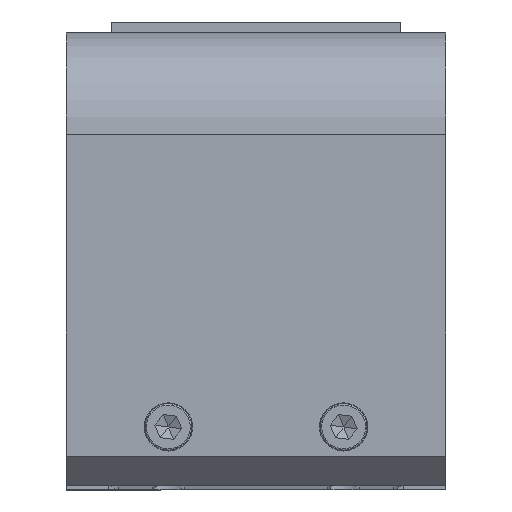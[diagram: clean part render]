
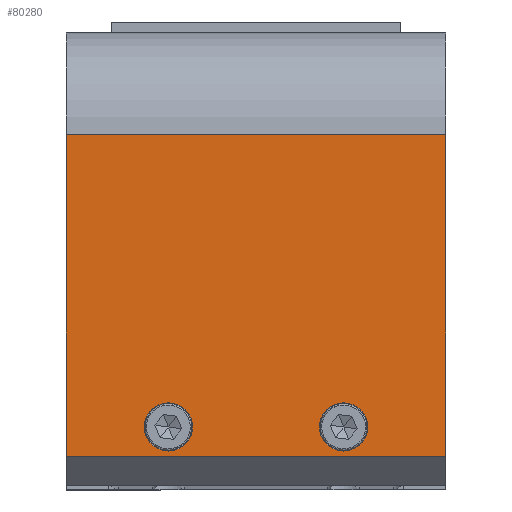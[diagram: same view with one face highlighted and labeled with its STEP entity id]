
A CAD part, top view. The second image highlights one B-rep face of the part: STEP entity #80280.
In plain terms, the highlighted planar face has unit normal (0, 0, 1).
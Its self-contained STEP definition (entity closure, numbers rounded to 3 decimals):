
#2421 = ORIENTED_EDGE ( 'NONE', *, *, #143555, .F. ) ;
#4496 = DIRECTION ( 'NONE',  ( 0., 0., 1. ) ) ;
#4583 = VERTEX_POINT ( 'NONE', #22325 ) ;
#7434 = DIRECTION ( 'NONE',  ( 1., 0., 0. ) ) ;
#7851 = EDGE_CURVE ( 'NONE', #4583, #111489, #145834, .T. ) ;
#9430 = DIRECTION ( 'NONE',  ( 1., 0., 0. ) ) ;
#10854 = CARTESIAN_POINT ( 'NONE',  ( 78.467, 197.762, 762.525 ) ) ;
#13347 = FACE_BOUND ( 'NONE', #144781, .T. ) ;
#14835 = DIRECTION ( 'NONE',  ( -1., 0., 0. ) ) ;
#18043 = VECTOR ( 'NONE', #113852, 1000. ) ;
#19534 = VECTOR ( 'NONE', #92088, 1000. ) ;
#20417 = CARTESIAN_POINT ( 'NONE',  ( 181.717, 207.762, 762.525 ) ) ;
#21462 = EDGE_LOOP ( 'NONE', ( #61753, #131707 ) ) ;
#22325 = CARTESIAN_POINT ( 'NONE',  ( 121.717, 207.762, 762.525 ) ) ;
#23803 = EDGE_LOOP ( 'NONE', ( #50703, #2421, #63197, #65489 ) ) ;
#24614 = DIRECTION ( 'NONE',  ( 0., 0., -1. ) ) ;
#30866 = LINE ( 'NONE', #115362, #19534 ) ;
#32502 = AXIS2_PLACEMENT_3D ( 'NONE', #73587, #96126, #132057 ) ;
#35174 = CIRCLE ( 'NONE', #42403, 8.25 ) ;
#36661 = CARTESIAN_POINT ( 'NONE',  ( 113.467, 207.762, 762.525 ) ) ;
#37091 = ORIENTED_EDGE ( 'NONE', *, *, #7851, .F. ) ;
#38339 = EDGE_CURVE ( 'NONE', #84021, #60055, #30866, .T. ) ;
#38920 = DIRECTION ( 'NONE',  ( 1., 0., 0. ) ) ;
#40612 = CARTESIAN_POINT ( 'NONE',  ( 113.467, 207.762, 762.525 ) ) ;
#41282 = DIRECTION ( 'NONE',  ( -1., 0., 0. ) ) ;
#42403 = AXIS2_PLACEMENT_3D ( 'NONE', #40612, #4496, #7434 ) ;
#47444 = VECTOR ( 'NONE', #41282, 1000. ) ;
#47953 = FACE_BOUND ( 'NONE', #21462, .T. ) ;
#50007 = EDGE_CURVE ( 'NONE', #98121, #119598, #101979, .T. ) ;
#50703 = ORIENTED_EDGE ( 'NONE', *, *, #89863, .T. ) ;
#51619 = CARTESIAN_POINT ( 'NONE',  ( 208.467, 197.762, 762.525 ) ) ;
#60055 = VERTEX_POINT ( 'NONE', #51619 ) ;
#61142 = CARTESIAN_POINT ( 'NONE',  ( 78.467, 197.762, 762.525 ) ) ;
#61753 = ORIENTED_EDGE ( 'NONE', *, *, #63411, .F. ) ;
#63197 = ORIENTED_EDGE ( 'NONE', *, *, #38339, .F. ) ;
#63411 = EDGE_CURVE ( 'NONE', #119598, #98121, #129367, .T. ) ;
#65489 = ORIENTED_EDGE ( 'NONE', *, *, #121794, .T. ) ;
#73587 = CARTESIAN_POINT ( 'NONE',  ( 173.467, 207.762, 762.525 ) ) ;
#75131 = VERTEX_POINT ( 'NONE', #91926 ) ;
#76413 = AXIS2_PLACEMENT_3D ( 'NONE', #36661, #92863, #38920 ) ;
#77102 = CARTESIAN_POINT ( 'NONE',  ( 208.467, 307.762, 762.525 ) ) ;
#80280 = ADVANCED_FACE ( 'NONE', ( #13347, #47953, #104823 ), #138635, .F. ) ;
#80777 = LINE ( 'NONE', #115341, #18043 ) ;
#81475 = AXIS2_PLACEMENT_3D ( 'NONE', #87404, #145951, #9430 ) ;
#81630 = VERTEX_POINT ( 'NONE', #61142 ) ;
#84021 = VERTEX_POINT ( 'NONE', #113510 ) ;
#87404 = CARTESIAN_POINT ( 'NONE',  ( 173.467, 207.762, 762.525 ) ) ;
#89863 = EDGE_CURVE ( 'NONE', #75131, #81630, #114349, .T. ) ;
#91060 = DIRECTION ( 'NONE',  ( 0., -1., 0. ) ) ;
#91926 = CARTESIAN_POINT ( 'NONE',  ( 78.467, 307.762, 762.525 ) ) ;
#92088 = DIRECTION ( 'NONE',  ( 0., -1., 0. ) ) ;
#92863 = DIRECTION ( 'NONE',  ( 0., 0., 1. ) ) ;
#94454 = EDGE_CURVE ( 'NONE', #111489, #4583, #35174, .T. ) ;
#96126 = DIRECTION ( 'NONE',  ( 0., 0., 1. ) ) ;
#98121 = VERTEX_POINT ( 'NONE', #125726 ) ;
#98186 = LINE ( 'NONE', #77102, #47444 ) ;
#101979 = CIRCLE ( 'NONE', #32502, 8.25 ) ;
#104823 = FACE_OUTER_BOUND ( 'NONE', #23803, .T. ) ;
#105573 = CARTESIAN_POINT ( 'NONE',  ( 208.467, 197.762, 762.525 ) ) ;
#111489 = VERTEX_POINT ( 'NONE', #118845 ) ;
#113510 = CARTESIAN_POINT ( 'NONE',  ( 208.467, 307.762, 762.525 ) ) ;
#113852 = DIRECTION ( 'NONE',  ( -1., 0., 0. ) ) ;
#114349 = LINE ( 'NONE', #10854, #116273 ) ;
#115341 = CARTESIAN_POINT ( 'NONE',  ( 208.467, 197.762, 762.525 ) ) ;
#115362 = CARTESIAN_POINT ( 'NONE',  ( 208.467, 197.762, 762.525 ) ) ;
#116273 = VECTOR ( 'NONE', #91060, 1000. ) ;
#118845 = CARTESIAN_POINT ( 'NONE',  ( 105.217, 207.762, 762.525 ) ) ;
#119598 = VERTEX_POINT ( 'NONE', #20417 ) ;
#121794 = EDGE_CURVE ( 'NONE', #84021, #75131, #98186, .T. ) ;
#125726 = CARTESIAN_POINT ( 'NONE',  ( 165.217, 207.762, 762.525 ) ) ;
#129367 = CIRCLE ( 'NONE', #81475, 8.25 ) ;
#131707 = ORIENTED_EDGE ( 'NONE', *, *, #50007, .F. ) ;
#132057 = DIRECTION ( 'NONE',  ( 1., 0., 0. ) ) ;
#135598 = ORIENTED_EDGE ( 'NONE', *, *, #94454, .F. ) ;
#138635 = PLANE ( 'NONE',  #148172 ) ;
#143555 = EDGE_CURVE ( 'NONE', #60055, #81630, #80777, .T. ) ;
#144781 = EDGE_LOOP ( 'NONE', ( #37091, #135598 ) ) ;
#145834 = CIRCLE ( 'NONE', #76413, 8.25 ) ;
#145951 = DIRECTION ( 'NONE',  ( 0., 0., 1. ) ) ;
#148172 = AXIS2_PLACEMENT_3D ( 'NONE', #105573, #24614, #14835 ) ;
